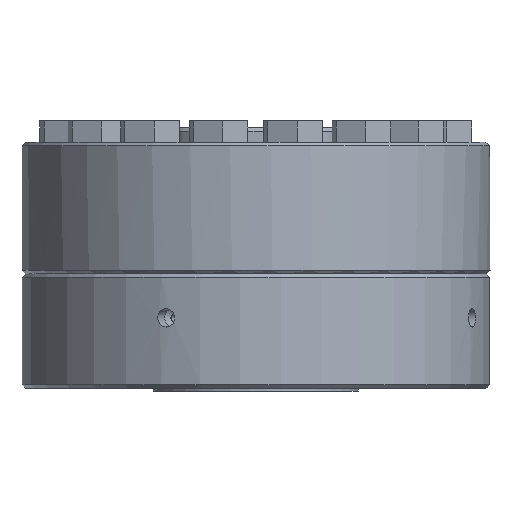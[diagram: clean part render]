
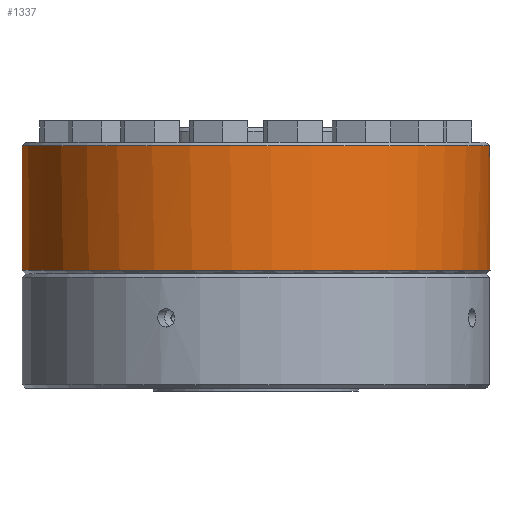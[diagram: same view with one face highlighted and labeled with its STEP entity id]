
A CAD part, left-side view. The second image highlights one B-rep face of the part: STEP entity #1337.
In plain terms, the highlighted cylindrical face has radius 101.6 mm (diameter 203.2 mm), a full revolution.
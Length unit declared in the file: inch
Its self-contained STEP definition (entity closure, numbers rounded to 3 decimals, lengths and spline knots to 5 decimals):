
#208=CARTESIAN_POINT('',(21.3878,0.,9.58826));
#209=VERTEX_POINT('',#208);
#210=CARTESIAN_POINT('',(17.3878,0.,9.58826));
#211=DIRECTION('',(0.0,0.0,-1.0));
#212=DIRECTION('',(-1.0,0.0,0.0));
#213=AXIS2_PLACEMENT_3D('',#210,#211,#212);
#214=CIRCLE('',#213,4.0);
#215=EDGE_CURVE('',#209,#209,#214,.T.);
#247=CARTESIAN_POINT('',(21.3878,0.,11.71826));
#248=VERTEX_POINT('',#247);
#249=CARTESIAN_POINT('',(17.3878,0.,11.71826));
#250=DIRECTION('',(0.0,0.0,1.0));
#251=DIRECTION('',(-1.0,0.0,0.0));
#252=AXIS2_PLACEMENT_3D('',#249,#250,#251);
#253=CIRCLE('',#252,4.0);
#254=EDGE_CURVE('',#248,#248,#253,.T.);
#1178=CARTESIAN_POINT('',(17.3878,0.,10.65326));
#1179=DIRECTION('',(0.0,0.0,-1.0));
#1180=DIRECTION('',(1.0,0.0,0.0));
#1181=AXIS2_PLACEMENT_3D('',#1178,#1179,#1180);
#1182=CYLINDRICAL_SURFACE('',#1181,4.0);
#1183=ORIENTED_EDGE('',*,*,#254,.F.);
#1184=EDGE_LOOP('',(#1183));
#1185=FACE_OUTER_BOUND('',#1184,.T.);
#1186=ORIENTED_EDGE('',*,*,#215,.F.);
#1187=EDGE_LOOP('',(#1186));
#1188=FACE_BOUND('',#1187,.T.);
#1189=CARTESIAN_POINT('',(14.40698,2.66734,11.21826));
#1190=VERTEX_POINT('',#1189);
#1191=CARTESIAN_POINT('',(14.34902,2.60112,11.25376));
#1192=VERTEX_POINT('',#1191);
#1193=CARTESIAN_POINT('',(14.40698,2.66734,11.21826));
#1194=CARTESIAN_POINT('',(14.39964,2.65914,11.22889));
#1195=CARTESIAN_POINT('',(14.39052,2.64887,11.23805));
#1196=CARTESIAN_POINT('',(14.37039,2.62592,11.25061));
#1197=CARTESIAN_POINT('',(14.35932,2.61315,11.25376));
#1198=CARTESIAN_POINT('',(14.34902,2.60112,11.25376));
#1199=B_SPLINE_CURVE_WITH_KNOTS('',3,(#1193,#1194,#1195,#1196,#1197,#1198),.UNSPECIFIED.,.F.,.U.,(4,2,4),(0.09596,0.14167,0.18918),.UNSPECIFIED.);
#1200=EDGE_CURVE('',#1190,#1192,#1199,.T.);
#1201=ORIENTED_EDGE('',*,*,#1200,.T.);
#1202=CARTESIAN_POINT('',(13.82133,1.81116,11.25376));
#1203=VERTEX_POINT('',#1202);
#1204=CARTESIAN_POINT('',(17.3878,0.,11.25376));
#1205=DIRECTION('',(0.0,0.0,1.0));
#1206=DIRECTION('',(1.0,0.0,0.0));
#1207=AXIS2_PLACEMENT_3D('',#1204,#1205,#1206);
#1208=CIRCLE('',#1207,4.0);
#1209=EDGE_CURVE('',#1192,#1203,#1208,.T.);
#1210=ORIENTED_EDGE('',*,*,#1209,.T.);
#1211=CARTESIAN_POINT('',(13.78235,1.73226,11.21826));
#1212=VERTEX_POINT('',#1211);
#1213=CARTESIAN_POINT('',(13.82133,1.81116,11.25376));
#1214=CARTESIAN_POINT('',(13.81416,1.79704,11.25376));
#1215=CARTESIAN_POINT('',(13.8066,1.78192,11.25061));
#1216=CARTESIAN_POINT('',(13.79311,1.75454,11.23805));
#1217=CARTESIAN_POINT('',(13.78712,1.74219,11.22889));
#1218=CARTESIAN_POINT('',(13.78235,1.73226,11.21826));
#1219=B_SPLINE_CURVE_WITH_KNOTS('',3,(#1213,#1214,#1215,#1216,#1217,#1218),.UNSPECIFIED.,.F.,.U.,(4,2,4),(0.18888,0.23639,0.2821),.UNSPECIFIED.);
#1220=EDGE_CURVE('',#1203,#1212,#1219,.T.);
#1221=ORIENTED_EDGE('',*,*,#1220,.T.);
#1222=CARTESIAN_POINT('',(13.78016,1.7277,11.21826));
#1223=VERTEX_POINT('',#1222);
#1224=CARTESIAN_POINT('',(17.3878,0.,11.21826));
#1225=DIRECTION('',(0.0,0.0,1.0));
#1226=DIRECTION('',(1.0,0.0,0.0));
#1227=AXIS2_PLACEMENT_3D('',#1224,#1225,#1226);
#1228=CIRCLE('',#1227,4.0);
#1229=EDGE_CURVE('',#1212,#1223,#1228,.T.);
#1230=ORIENTED_EDGE('',*,*,#1229,.T.);
#1231=CARTESIAN_POINT('',(13.78016,1.7277,11.21309));
#1232=VERTEX_POINT('',#1231);
#1233=CARTESIAN_POINT('',(13.78016,1.7277,11.21826));
#1234=DIRECTION('',(0.,0.,-1.0));
#1235=VECTOR('',#1234,0.00517);
#1236=LINE('',#1233,#1235);
#1237=EDGE_CURVE('',#1223,#1232,#1236,.T.);
#1238=ORIENTED_EDGE('',*,*,#1237,.T.);
#1239=CARTESIAN_POINT('',(13.78016,1.7277,10.09442));
#1240=VERTEX_POINT('',#1239);
#1241=CARTESIAN_POINT('',(13.78016,1.7277,11.21309));
#1242=DIRECTION('',(0.0,0.0,-1.0));
#1243=VECTOR('',#1242,1.11866);
#1244=LINE('',#1241,#1243);
#1245=EDGE_CURVE('',#1232,#1240,#1244,.T.);
#1246=ORIENTED_EDGE('',*,*,#1245,.T.);
#1247=CARTESIAN_POINT('',(13.78016,1.7277,10.08826));
#1248=VERTEX_POINT('',#1247);
#1249=CARTESIAN_POINT('',(13.78016,1.7277,10.09442));
#1250=DIRECTION('',(0.,0.,-1.0));
#1251=VECTOR('',#1250,0.00617);
#1252=LINE('',#1249,#1251);
#1253=EDGE_CURVE('',#1240,#1248,#1252,.T.);
#1254=ORIENTED_EDGE('',*,*,#1253,.T.);
#1255=CARTESIAN_POINT('',(13.7828,1.7332,10.08826));
#1256=VERTEX_POINT('',#1255);
#1257=CARTESIAN_POINT('',(17.3878,0.,10.08826));
#1258=DIRECTION('',(0.0,0.0,-1.0));
#1259=DIRECTION('',(1.0,0.0,0.0));
#1260=AXIS2_PLACEMENT_3D('',#1257,#1258,#1259);
#1261=CIRCLE('',#1260,4.0);
#1262=EDGE_CURVE('',#1248,#1256,#1261,.T.);
#1263=ORIENTED_EDGE('',*,*,#1262,.T.);
#1264=CARTESIAN_POINT('',(13.82133,1.81116,10.05376));
#1265=VERTEX_POINT('',#1264);
#1266=CARTESIAN_POINT('',(13.7828,1.7332,10.08826));
#1267=CARTESIAN_POINT('',(13.78749,1.74296,10.07804));
#1268=CARTESIAN_POINT('',(13.79332,1.75497,10.06927));
#1269=CARTESIAN_POINT('',(13.8066,1.78192,10.0569));
#1270=CARTESIAN_POINT('',(13.81416,1.79704,10.05376));
#1271=CARTESIAN_POINT('',(13.82133,1.81116,10.05376));
#1272=B_SPLINE_CURVE_WITH_KNOTS('',3,(#1266,#1267,#1268,#1269,#1270,#1271),.UNSPECIFIED.,.F.,.U.,(4,2,4),(0.47547,0.51973,0.56724),.UNSPECIFIED.);
#1273=EDGE_CURVE('',#1256,#1265,#1272,.T.);
#1274=ORIENTED_EDGE('',*,*,#1273,.T.);
#1275=CARTESIAN_POINT('',(14.34902,2.60112,10.05376));
#1276=VERTEX_POINT('',#1275);
#1277=CARTESIAN_POINT('',(17.3878,0.,10.05376));
#1278=DIRECTION('',(0.0,0.0,-1.0));
#1279=DIRECTION('',(1.0,0.0,0.0));
#1280=AXIS2_PLACEMENT_3D('',#1277,#1278,#1279);
#1281=CIRCLE('',#1280,4.0);
#1282=EDGE_CURVE('',#1265,#1276,#1281,.T.);
#1283=ORIENTED_EDGE('',*,*,#1282,.T.);
#1284=CARTESIAN_POINT('',(14.40628,2.66656,10.08826));
#1285=VERTEX_POINT('',#1284);
#1286=CARTESIAN_POINT('',(14.34902,2.60112,10.05376));
#1287=CARTESIAN_POINT('',(14.35932,2.61315,10.05376));
#1288=CARTESIAN_POINT('',(14.37039,2.62592,10.0569));
#1289=CARTESIAN_POINT('',(14.39021,2.64852,10.06927));
#1290=CARTESIAN_POINT('',(14.39907,2.65849,10.07804));
#1291=CARTESIAN_POINT('',(14.40628,2.66656,10.08826));
#1292=B_SPLINE_CURVE_WITH_KNOTS('',3,(#1286,#1287,#1288,#1289,#1290,#1291),.UNSPECIFIED.,.F.,.U.,(4,2,4),(-0.18918,-0.14167,-0.0974),.UNSPECIFIED.);
#1293=EDGE_CURVE('',#1276,#1285,#1292,.T.);
#1294=ORIENTED_EDGE('',*,*,#1293,.T.);
#1295=CARTESIAN_POINT('',(14.41103,2.67186,10.08826));
#1296=VERTEX_POINT('',#1295);
#1297=CARTESIAN_POINT('',(17.3878,0.,10.08826));
#1298=DIRECTION('',(0.0,0.0,-1.0));
#1299=DIRECTION('',(1.0,0.0,0.0));
#1300=AXIS2_PLACEMENT_3D('',#1297,#1298,#1299);
#1301=CIRCLE('',#1300,4.0);
#1302=EDGE_CURVE('',#1285,#1296,#1301,.T.);
#1303=ORIENTED_EDGE('',*,*,#1302,.T.);
#1304=CARTESIAN_POINT('',(14.41103,2.67186,10.09553));
#1305=VERTEX_POINT('',#1304);
#1306=CARTESIAN_POINT('',(14.41103,2.67186,10.08826));
#1307=DIRECTION('',(0.,0.,1.0));
#1308=VECTOR('',#1307,0.00728);
#1309=LINE('',#1306,#1308);
#1310=EDGE_CURVE('',#1296,#1305,#1309,.T.);
#1311=ORIENTED_EDGE('',*,*,#1310,.T.);
#1312=CARTESIAN_POINT('',(14.41103,2.67186,11.21198));
#1313=VERTEX_POINT('',#1312);
#1314=CARTESIAN_POINT('',(14.41103,2.67186,10.09553));
#1315=DIRECTION('',(0.0,0.0,1.0));
#1316=VECTOR('',#1315,1.11645);
#1317=LINE('',#1314,#1316);
#1318=EDGE_CURVE('',#1305,#1313,#1317,.T.);
#1319=ORIENTED_EDGE('',*,*,#1318,.T.);
#1320=CARTESIAN_POINT('',(14.41103,2.67186,11.21826));
#1321=VERTEX_POINT('',#1320);
#1322=CARTESIAN_POINT('',(14.41103,2.67186,11.21198));
#1323=DIRECTION('',(0.,0.,1.0));
#1324=VECTOR('',#1323,0.00628);
#1325=LINE('',#1322,#1324);
#1326=EDGE_CURVE('',#1313,#1321,#1325,.T.);
#1327=ORIENTED_EDGE('',*,*,#1326,.T.);
#1328=CARTESIAN_POINT('',(17.3878,0.,11.21826));
#1329=DIRECTION('',(0.0,0.0,1.0));
#1330=DIRECTION('',(1.0,0.0,0.0));
#1331=AXIS2_PLACEMENT_3D('',#1328,#1329,#1330);
#1332=CIRCLE('',#1331,4.0);
#1333=EDGE_CURVE('',#1321,#1190,#1332,.T.);
#1334=ORIENTED_EDGE('',*,*,#1333,.T.);
#1335=EDGE_LOOP('',(#1201,#1210,#1221,#1230,#1238,#1246,#1254,#1263,#1274,#1283,#1294,#1303,#1311,#1319,#1327,#1334));
#1336=FACE_BOUND('',#1335,.T.);
#1337=ADVANCED_FACE('',(#1185,#1188,#1336),#1182,.T.);
